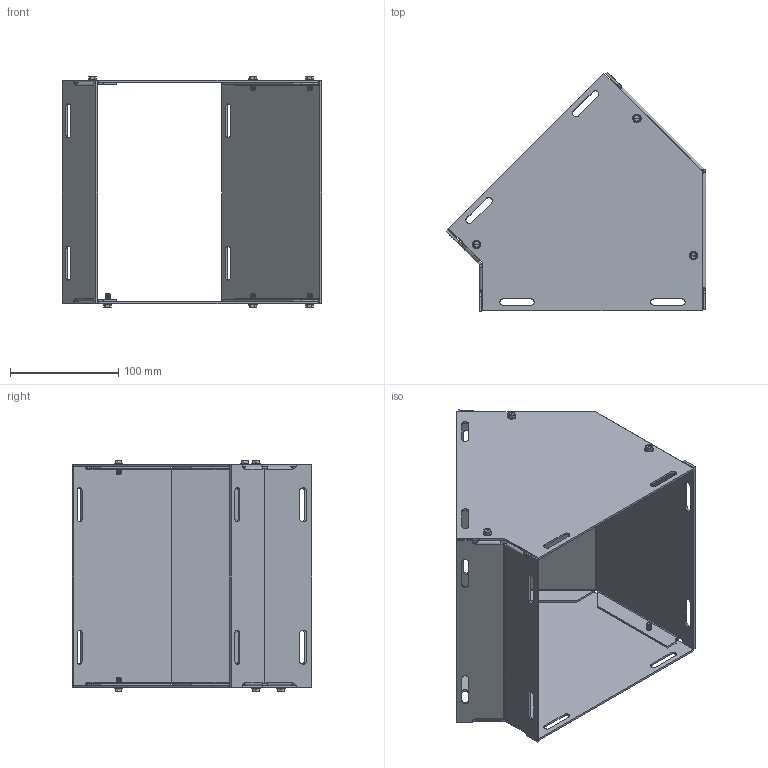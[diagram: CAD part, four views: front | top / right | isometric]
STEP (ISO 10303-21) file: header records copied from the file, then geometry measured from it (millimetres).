
FILE_DESCRIPTION(/* description */ ('45° ELBOW WIREWAY FITTING, TOP & BTM, CS, 8X8'),/* implementation_level */ '2;1');
FILE_NAME(/* name */ 'L080845.stp',/* time_stamp */ '2015-09-14T16:37:34+05:00',/* author */ ('vdas'),/* organization */ (''),/* preprocessor_version */ 'ST-DEVELOPER v15.2',/* originating_system */ 'Autodesk Inventor 2014',/* authorisation */ '');
FILE_SCHEMA (('AUTOMOTIVE_DESIGN { 1 0 10303 214 3 1 1 }'));
Length unit declared in the file: inch
Products named in the file (5): L080845TB; L080845BK; L080845BKP; 372141; L080845
Bounding box: 240.05 x 221.73 x 213.82 mm (x, y, z)
Volume: 273985.8 mm3; surface area: 301196.9 mm2
Topology: 10 solids, 10 shells, 708 faces, 1720 edges, 1038 vertices
Faces by surface type: plane 310, cone 162, cylinder 152, torus 72, bspline 12
Full cylindrical faces by diameter (mm): 4.343 x6, 4.595 x48, 6.35 x6, 7.938 x6
Entity records: 9543 total; most frequent: CARTESIAN_POINT 2091, DIRECTION 1456, ORIENTED_EDGE 1432, EDGE_CURVE 716, AXIS2_PLACEMENT_3D 493, LINE 470, VECTOR 470, VERTEX_POINT 468
